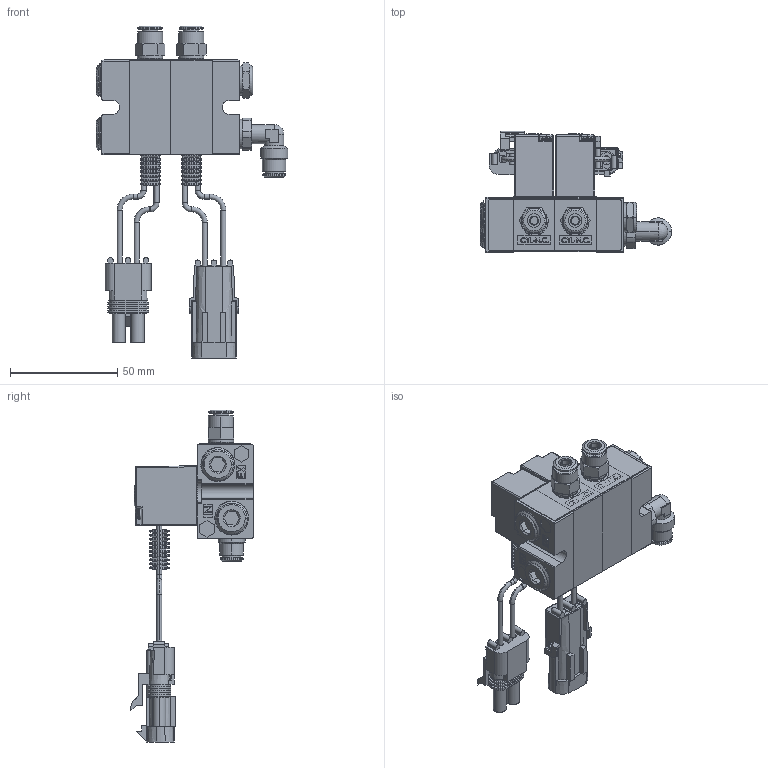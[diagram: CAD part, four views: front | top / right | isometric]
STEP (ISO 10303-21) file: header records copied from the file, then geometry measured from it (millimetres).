
FILE_DESCRIPTION((''),'2;1');
FILE_NAME('3004243-XX_ASM','2019-01-16T',('PSmith'),(''),'PRO/ENGINEER BY PARAMETRIC TECHNOLOGY CORPORATION, 2012360','PRO/ENGINEER BY PARAMETRIC TECHNOLOGY CORPORATION, 2012360','');
FILE_SCHEMA(('CONFIG_CONTROL_DESIGN'));
Length unit declared in the file: inch
Products named in the file (26): 4010005-1; 4010005-2; 4010005-3; 4010005_02_ASM; 4010004-1; 4010004-2; 4010004-3; 4010004-4; 4010004-5; 4010004-01_ASM; 4010004-6; 4010004-02_ASM; 3070269; 3070259; 3070289; 3070206; 4008036; 4008038; 4008039; 3004267_ASM; 4008037; 4008040; 3004268_ASM; 4000553-01; 3004265-XX; 3004243-XX_ASM
Assembly tree (40 placements, depth 3):
  3004243-XX_ASM
    4010005_02_ASM
      4010005-1
      4010005-2
      4010005-3  x2
    4010004-01_ASM
      4010004-1
      4010004-2
      4010004-3
      4010004-4
      4010004-5  x2
    4010004-02_ASM
      4010004-1
      4010004-6
      4010004-3
      4010004-4
      4010004-5  x2
    3070269  x2
    3070259
    3070289
    3070206  x2
    3004267_ASM
      4008036
      4008038  x2
      4008039  x2
    3004268_ASM
      4008037
      4008038  x2
      4008040  x2
    4000553-01  x2
    3004265-XX
Bounding box: 89.42 x 57.01 x 154.98 mm (x, y, z)
Volume: 119052.8 mm3; surface area: 64028.3 mm2
Topology: 35 solids, 35 shells, 2413 faces, 5965 edges, 3705 vertices
Faces by surface type: plane 1138, cylinder 710, cone 384, torus 62, extrusion 52, bspline 38, sphere 29
Entity records: 53606 total; most frequent: CARTESIAN_POINT 13716, DIRECTION 8220, ORIENTED_EDGE 8150, EDGE_CURVE 4075, AXIS2_PLACEMENT_3D 2813, VECTOR 2594, LINE 2568, VERTEX_POINT 2562
